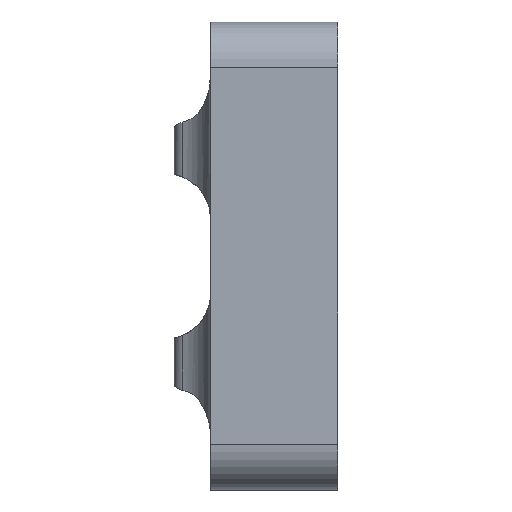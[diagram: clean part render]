
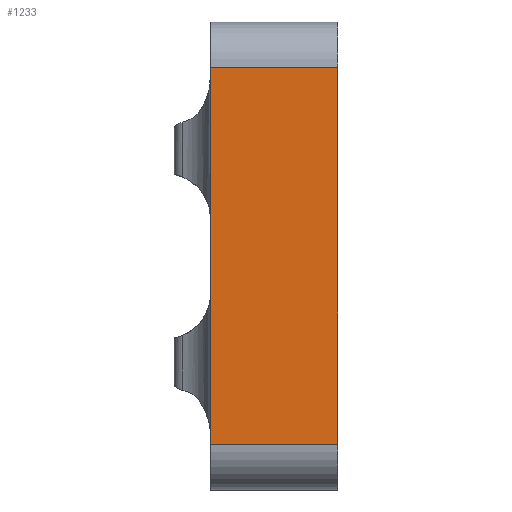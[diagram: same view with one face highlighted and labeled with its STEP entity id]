
A CAD part, top view. The second image highlights one B-rep face of the part: STEP entity #1233.
In plain terms, the highlighted planar face has unit normal (0, 0, 1).
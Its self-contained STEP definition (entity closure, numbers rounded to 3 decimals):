
#51=PLANE('',#1372);
#133=FACE_OUTER_BOUND('',#206,.T.);
#206=EDGE_LOOP('',(#1003,#1004,#1005,#1006));
#309=LINE('',#2182,#410);
#310=LINE('',#2185,#411);
#311=LINE('',#2187,#412);
#312=LINE('',#2188,#413);
#410=VECTOR('',#1662,10.);
#411=VECTOR('',#1665,10.);
#412=VECTOR('',#1666,10.);
#413=VECTOR('',#1667,10.);
#592=VERTEX_POINT('',#2175);
#595=VERTEX_POINT('',#2180);
#596=VERTEX_POINT('',#2184);
#597=VERTEX_POINT('',#2186);
#749=EDGE_CURVE('',#595,#592,#309,.T.);
#750=EDGE_CURVE('',#596,#595,#310,.T.);
#751=EDGE_CURVE('',#597,#596,#311,.T.);
#752=EDGE_CURVE('',#597,#592,#312,.T.);
#1003=ORIENTED_EDGE('',*,*,#749,.F.);
#1004=ORIENTED_EDGE('',*,*,#750,.F.);
#1005=ORIENTED_EDGE('',*,*,#751,.F.);
#1006=ORIENTED_EDGE('',*,*,#752,.T.);
#1233=ADVANCED_FACE('',(#133),#51,.T.);
#1372=AXIS2_PLACEMENT_3D('',#2183,#1663,#1664);
#1662=DIRECTION('',(-1.,0.,0.));
#1663=DIRECTION('center_axis',(0.,0.,1.));
#1664=DIRECTION('ref_axis',(0.,1.,0.));
#1665=DIRECTION('',(0.,-1.,0.));
#1666=DIRECTION('',(1.,0.,0.));
#1667=DIRECTION('',(0.,-1.,0.));
#2175=CARTESIAN_POINT('',(-10.,-21.449,52.));
#2180=CARTESIAN_POINT('',(18.,-21.449,52.));
#2182=CARTESIAN_POINT('',(18.,-21.449,52.));
#2183=CARTESIAN_POINT('Origin',(18.,-31.449,52.));
#2184=CARTESIAN_POINT('',(18.,61.449,52.));
#2185=CARTESIAN_POINT('',(18.,71.449,52.));
#2186=CARTESIAN_POINT('',(-10.,61.449,52.));
#2187=CARTESIAN_POINT('',(18.,61.449,52.));
#2188=CARTESIAN_POINT('',(-10.,-5.724,52.));
